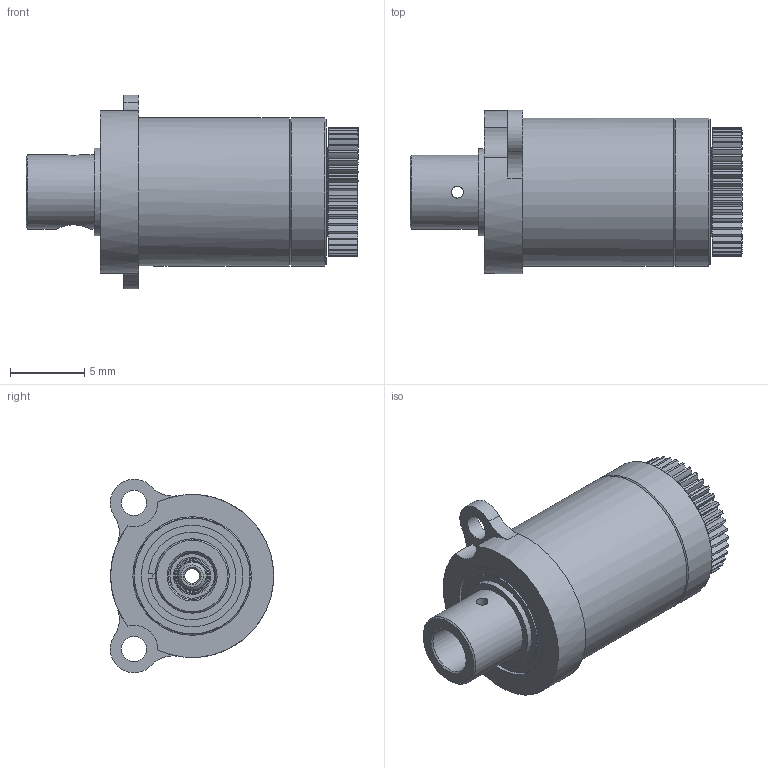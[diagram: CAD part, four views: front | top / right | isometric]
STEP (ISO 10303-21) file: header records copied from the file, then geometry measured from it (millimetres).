
FILE_DESCRIPTION(/* description */ (''),/* implementation_level */ '2;1');
FILE_NAME(/* name */ 'model_product_id5.stp',/* time_stamp */ '2016-06-10T11:14:28+02:00',/* author */ ('SD'),/* organization */ ('Micromotion GmbH Germany'),/* preprocessor_version */ 'ST-DEVELOPER v16.1',/* originating_system */ 'Autodesk Inventor 2016',/* authorisation */ '');
FILE_SCHEMA (('AUTOMOTIVE_DESIGN { 1 0 10303 214 3 1 1 }'));
Length unit declared in the file: millimetre
Products named in the file (1): MHD-10-160-IH-H-SPM0045-L22,4_Shrinkwrap_1
Bounding box: 22.4 x 11.02 x 13.06 mm (x, y, z)
Volume: 1058.4 mm3; surface area: 2048.9 mm2
Topology: 23 solids, 23 shells, 401 faces, 1051 edges, 688 vertices
Faces by surface type: cylinder 246, plane 54, torus 54, cone 25, sphere 22
Full cylindrical faces by diameter (mm): 0.8 x1, 1 x9, 1.5 x3, 1.7 x2, 1.8 x1, 1.9 x4, 2 x1, 2.3 x1, 2.35 x1, 2.5 x1, 2.652 x2, 3 x2, 3.17 x1, 3.348 x2, 4.6 x3, 4.8 x1, 5 x6, 5.3 x1, 5.6 x1, 5.978 x2, 6 x3, 6.85 x1, 7 x1, 7.022 x2, 7.4 x1, 7.8 x1, 8 x6, 8.3 x1, 8.4 x1, 9.1 x2
Entity records: 12662 total; most frequent: CARTESIAN_POINT 2596, DIRECTION 2260, ORIENTED_EDGE 1784, AXIS2_PLACEMENT_3D 1034, EDGE_CURVE 848, CIRCLE 632, VERTEX_POINT 614, EDGE_LOOP 596
